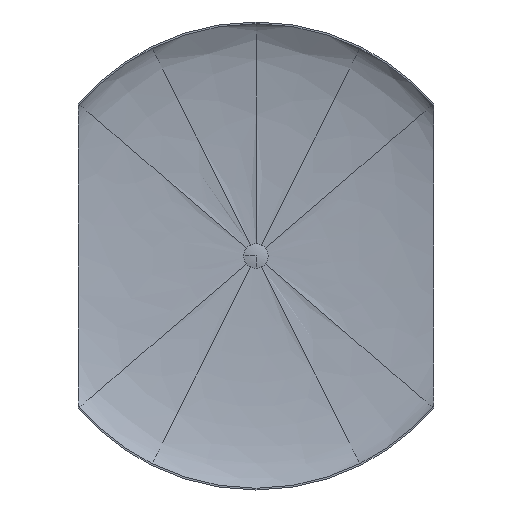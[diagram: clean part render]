
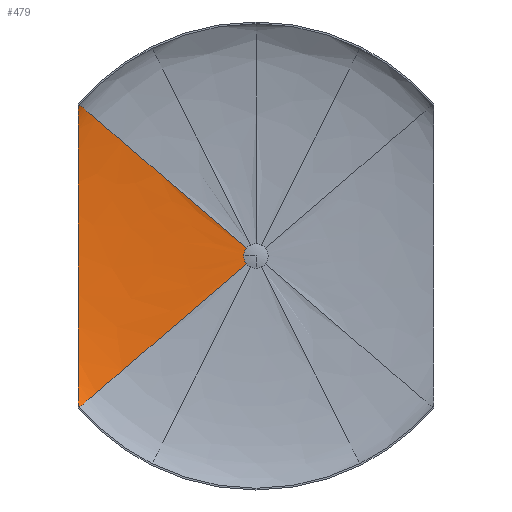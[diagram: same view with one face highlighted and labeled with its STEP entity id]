
A CAD part, front view. The second image highlights one B-rep face of the part: STEP entity #479.
In plain terms, the highlighted free-form (B-spline) face has degree [3, 2] with [7, 3] control points.
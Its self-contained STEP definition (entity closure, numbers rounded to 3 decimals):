
#44=(
BOUNDED_SURFACE()
B_SPLINE_SURFACE(3,2,((#1297,#1298,#1299),(#1300,#1301,#1302),(#1303,#1304,
#1305),(#1306,#1307,#1308),(#1309,#1310,#1311),(#1312,#1313,#1314),(#1315,
#1316,#1317)),.UNSPECIFIED.,.F.,.F.,.F.)
B_SPLINE_SURFACE_WITH_KNOTS((4,3,4),(3,3),(-0.989,-0.766,
0.),(0.,1.417),.UNSPECIFIED.)
GEOMETRIC_REPRESENTATION_ITEM()
RATIONAL_B_SPLINE_SURFACE(((1.,0.759,1.),(1.,0.759,
1.),(1.,0.759,1.),(1.,0.759,1.),(1.,0.759,
1.),(1.,0.759,1.),(1.,0.759,1.)))
REPRESENTATION_ITEM('')
SURFACE()
);
#55=B_SPLINE_CURVE_WITH_KNOTS('',3,(#706,#707,#708,#709,#710,#711,#712,
#713,#714,#715,#716,#717,#718,#719,#720,#721,#722,#723,#724,#725),
 .UNSPECIFIED.,.F.,.F.,(4,2,2,2,2,2,2,2,2,4),(-0.277,-0.263,
-0.244,-0.202,-0.159,-0.108,
-0.062,-0.027,-0.007,0.),
 .UNSPECIFIED.);
#61=B_SPLINE_CURVE_WITH_KNOTS('',3,(#1230,#1231,#1232,#1233,#1234,#1235,
#1236),.UNSPECIFIED.,.F.,.F.,(4,3,4),(-0.989,-0.766,
-0.037),.UNSPECIFIED.);
#64=B_SPLINE_CURVE_WITH_KNOTS('',3,(#1322,#1323,#1324,#1325,#1326,#1327,
#1328),.UNSPECIFIED.,.F.,.F.,(4,3,4),(-0.989,-0.766,
-0.037),.UNSPECIFIED.);
#85=FACE_OUTER_BOUND('',#114,.T.);
#114=EDGE_LOOP('',(#389,#390,#391,#392,#393,#394,#395));
#131=CIRCLE('',#510,1.96);
#139=CIRCLE('',#519,1.96);
#160=CIRCLE('',#542,0.103);
#161=CIRCLE('',#543,0.103);
#184=VERTEX_POINT('',#669);
#185=VERTEX_POINT('',#671);
#195=VERTEX_POINT('',#692);
#196=VERTEX_POINT('',#694);
#214=VERTEX_POINT('',#1228);
#217=VERTEX_POINT('',#1318);
#218=VERTEX_POINT('',#1319);
#234=EDGE_CURVE('',#184,#185,#131,.T.);
#245=EDGE_CURVE('',#195,#196,#139,.T.);
#251=EDGE_CURVE('',#195,#185,#55,.T.);
#279=EDGE_CURVE('',#196,#214,#61,.T.);
#284=EDGE_CURVE('',#217,#218,#160,.T.);
#285=EDGE_CURVE('',#214,#217,#161,.T.);
#286=EDGE_CURVE('',#184,#218,#64,.T.);
#389=ORIENTED_EDGE('',*,*,#284,.F.);
#390=ORIENTED_EDGE('',*,*,#285,.F.);
#391=ORIENTED_EDGE('',*,*,#279,.F.);
#392=ORIENTED_EDGE('',*,*,#245,.F.);
#393=ORIENTED_EDGE('',*,*,#251,.T.);
#394=ORIENTED_EDGE('',*,*,#234,.F.);
#395=ORIENTED_EDGE('',*,*,#286,.T.);
#479=ADVANCED_FACE('',(#85),#44,.T.);
#510=AXIS2_PLACEMENT_3D('',#672,#567,#568);
#519=AXIS2_PLACEMENT_3D('',#695,#588,#589);
#542=AXIS2_PLACEMENT_3D('',#1320,#634,#635);
#543=AXIS2_PLACEMENT_3D('',#1321,#636,#637);
#567=DIRECTION('center_axis',(0.,1.,0.));
#568=DIRECTION('ref_axis',(-0.759,0.,-0.651));
#588=DIRECTION('center_axis',(0.,1.,0.));
#589=DIRECTION('ref_axis',(-0.759,0.,-0.651));
#634=DIRECTION('center_axis',(0.,-1.,0.));
#635=DIRECTION('ref_axis',(-0.759,0.,-0.651));
#636=DIRECTION('center_axis',(0.,-1.,0.));
#637=DIRECTION('ref_axis',(-0.759,0.,-0.651));
#669=CARTESIAN_POINT('',(-1.489,0.,-1.275));
#671=CARTESIAN_POINT('',(-1.5,0.,-1.262));
#672=CARTESIAN_POINT('Origin',(0.,0.,
0.));
#692=CARTESIAN_POINT('',(-1.5,0.,1.262));
#694=CARTESIAN_POINT('',(-1.489,0.,1.275));
#695=CARTESIAN_POINT('Origin',(0.,0.,
0.));
#706=CARTESIAN_POINT('Ctrl Pts',(-1.5,0.,1.262));
#707=CARTESIAN_POINT('Ctrl Pts',(-1.5,0.018,1.241));
#708=CARTESIAN_POINT('Ctrl Pts',(-1.5,0.033,1.212));
#709=CARTESIAN_POINT('Ctrl Pts',(-1.5,0.059,1.151));
#710=CARTESIAN_POINT('Ctrl Pts',(-1.5,0.071,1.111));
#711=CARTESIAN_POINT('Ctrl Pts',(-1.5,0.1,0.994));
#712=CARTESIAN_POINT('Ctrl Pts',(-1.5,0.118,0.889));
#713=CARTESIAN_POINT('Ctrl Pts',(-1.5,0.146,0.616));
#714=CARTESIAN_POINT('Ctrl Pts',(-1.5,0.155,0.468));
#715=CARTESIAN_POINT('Ctrl Pts',(-1.5,0.166,0.163));
#716=CARTESIAN_POINT('Ctrl Pts',(-1.5,0.167,-0.011));
#717=CARTESIAN_POINT('Ctrl Pts',(-1.5,0.161,-0.326));
#718=CARTESIAN_POINT('Ctrl Pts',(-1.5,0.155,-0.483));
#719=CARTESIAN_POINT('Ctrl Pts',(-1.5,0.134,-0.745));
#720=CARTESIAN_POINT('Ctrl Pts',(-1.5,0.12,-0.88));
#721=CARTESIAN_POINT('Ctrl Pts',(-1.5,0.085,-1.06));
#722=CARTESIAN_POINT('Ctrl Pts',(-1.5,0.066,-1.138));
#723=CARTESIAN_POINT('Ctrl Pts',(-1.5,0.028,-1.221));
#724=CARTESIAN_POINT('Ctrl Pts',(-1.5,0.016,-1.244));
#725=CARTESIAN_POINT('Ctrl Pts',(-1.5,0.,-1.262));
#1228=CARTESIAN_POINT('',(-0.078,0.242,0.067));
#1230=CARTESIAN_POINT('Ctrl Pts',(-1.489,0.,
1.275));
#1231=CARTESIAN_POINT('Ctrl Pts',(-1.463,0.045,
1.253));
#1232=CARTESIAN_POINT('Ctrl Pts',(-1.409,0.083,
1.207));
#1233=CARTESIAN_POINT('Ctrl Pts',(-1.33,0.113,1.139));
#1234=CARTESIAN_POINT('Ctrl Pts',(-1.072,0.211,0.918));
#1235=CARTESIAN_POINT('Ctrl Pts',(-0.596,0.234,
0.511));
#1236=CARTESIAN_POINT('Ctrl Pts',(-0.078,0.242,
0.067));
#1297=CARTESIAN_POINT('Ctrl Pts',(-1.489,0.,
-1.275));
#1298=CARTESIAN_POINT('Ctrl Pts',(-2.581,0.,
0.));
#1299=CARTESIAN_POINT('Ctrl Pts',(-1.489,0.,
1.275));
#1300=CARTESIAN_POINT('Ctrl Pts',(-1.463,0.045,
-1.253));
#1301=CARTESIAN_POINT('Ctrl Pts',(-2.537,0.045,
0.));
#1302=CARTESIAN_POINT('Ctrl Pts',(-1.463,0.045,
1.253));
#1303=CARTESIAN_POINT('Ctrl Pts',(-1.409,0.083,
-1.207));
#1304=CARTESIAN_POINT('Ctrl Pts',(-2.442,0.083,
0.));
#1305=CARTESIAN_POINT('Ctrl Pts',(-1.409,0.083,
1.207));
#1306=CARTESIAN_POINT('Ctrl Pts',(-1.33,0.113,-1.139));
#1307=CARTESIAN_POINT('Ctrl Pts',(-2.306,0.113,0.));
#1308=CARTESIAN_POINT('Ctrl Pts',(-1.33,0.113,1.139));
#1309=CARTESIAN_POINT('Ctrl Pts',(-1.059,0.216,-0.907));
#1310=CARTESIAN_POINT('Ctrl Pts',(-1.836,0.216,0.));
#1311=CARTESIAN_POINT('Ctrl Pts',(-1.059,0.216,0.907));
#1312=CARTESIAN_POINT('Ctrl Pts',(-0.548,0.237,
-0.469));
#1313=CARTESIAN_POINT('Ctrl Pts',(-0.95,0.237,0.));
#1314=CARTESIAN_POINT('Ctrl Pts',(-0.548,0.237,
0.469));
#1315=CARTESIAN_POINT('Ctrl Pts',(0.,0.243,
0.));
#1316=CARTESIAN_POINT('Ctrl Pts',(0.,0.243,
0.));
#1317=CARTESIAN_POINT('Ctrl Pts',(0.,0.243,
0.));
#1318=CARTESIAN_POINT('',(-0.103,0.242,0.));
#1319=CARTESIAN_POINT('',(-0.078,0.242,-0.067));
#1320=CARTESIAN_POINT('Origin',(0.,0.242,
0.));
#1321=CARTESIAN_POINT('Origin',(0.,0.242,
0.));
#1322=CARTESIAN_POINT('Ctrl Pts',(-1.489,0.,
-1.275));
#1323=CARTESIAN_POINT('Ctrl Pts',(-1.463,0.045,
-1.253));
#1324=CARTESIAN_POINT('Ctrl Pts',(-1.409,0.083,
-1.207));
#1325=CARTESIAN_POINT('Ctrl Pts',(-1.33,0.113,-1.139));
#1326=CARTESIAN_POINT('Ctrl Pts',(-1.072,0.211,-0.918));
#1327=CARTESIAN_POINT('Ctrl Pts',(-0.596,0.234,
-0.511));
#1328=CARTESIAN_POINT('Ctrl Pts',(-0.078,0.242,
-0.067));
